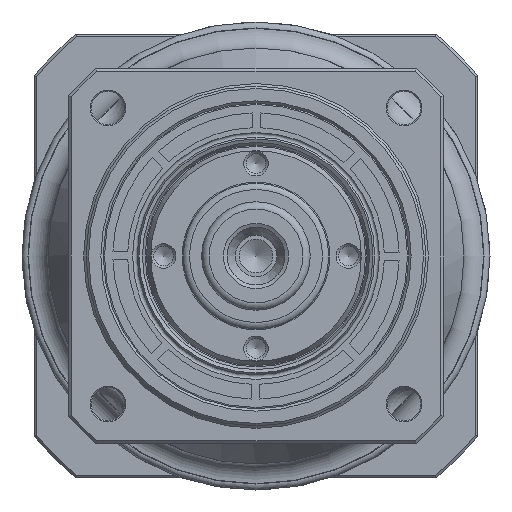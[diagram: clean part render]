
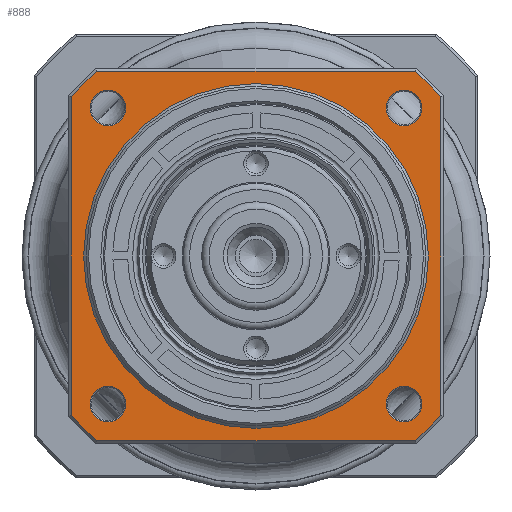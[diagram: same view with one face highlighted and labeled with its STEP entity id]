
A CAD part, left-side view. The second image highlights one B-rep face of the part: STEP entity #888.
In plain terms, the highlighted planar face has unit normal (-1, 0, 0).
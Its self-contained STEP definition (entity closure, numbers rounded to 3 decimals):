
#347=PLANE('',#6215);
#888=ADVANCED_FACE('',(#2281,#2282,#2283,#2284,#2285,#2286),#347,.F.);
#1320=LINE('',#9820,#1594);
#1321=LINE('',#9825,#1595);
#1322=LINE('',#9829,#1596);
#1323=LINE('',#9833,#1597);
#1594=VECTOR('',#7765,1.);
#1595=VECTOR('',#7768,1.);
#1596=VECTOR('',#7771,1.);
#1597=VECTOR('',#7774,1.);
#1914=CIRCLE('',#6206,49.5);
#1915=CIRCLE('',#6207,49.5);
#1916=CIRCLE('',#6208,49.5);
#1917=CIRCLE('',#6209,49.5);
#1918=CIRCLE('',#6210,3.6);
#1919=CIRCLE('',#6211,3.6);
#1920=CIRCLE('',#6212,35.);
#1921=CIRCLE('',#6213,3.6);
#1922=CIRCLE('',#6214,3.6);
#2281=FACE_BOUND('',#2817,.T.);
#2282=FACE_BOUND('',#2818,.T.);
#2283=FACE_BOUND('',#2819,.T.);
#2284=FACE_BOUND('',#2820,.T.);
#2285=FACE_BOUND('',#2821,.T.);
#2286=FACE_BOUND('',#2822,.T.);
#2817=EDGE_LOOP('',(#4089,#4090,#4091,#4092,#4093,#4094,#4095,#4096));
#2818=EDGE_LOOP('',(#4097));
#2819=EDGE_LOOP('',(#4098));
#2820=EDGE_LOOP('',(#4099));
#2821=EDGE_LOOP('',(#4100));
#2822=EDGE_LOOP('',(#4101));
#4089=ORIENTED_EDGE('',*,*,#5412,.T.);
#4090=ORIENTED_EDGE('',*,*,#5413,.T.);
#4091=ORIENTED_EDGE('',*,*,#5414,.T.);
#4092=ORIENTED_EDGE('',*,*,#5415,.T.);
#4093=ORIENTED_EDGE('',*,*,#5416,.T.);
#4094=ORIENTED_EDGE('',*,*,#5417,.T.);
#4095=ORIENTED_EDGE('',*,*,#5418,.T.);
#4096=ORIENTED_EDGE('',*,*,#5419,.T.);
#4097=ORIENTED_EDGE('',*,*,#5420,.F.);
#4098=ORIENTED_EDGE('',*,*,#5421,.F.);
#4099=ORIENTED_EDGE('',*,*,#5422,.F.);
#4100=ORIENTED_EDGE('',*,*,#5423,.F.);
#4101=ORIENTED_EDGE('',*,*,#5424,.F.);
#4746=VERTEX_POINT('',#9821);
#4747=VERTEX_POINT('',#9822);
#4748=VERTEX_POINT('',#9824);
#4749=VERTEX_POINT('',#9826);
#4750=VERTEX_POINT('',#9828);
#4751=VERTEX_POINT('',#9830);
#4752=VERTEX_POINT('',#9832);
#4753=VERTEX_POINT('',#9834);
#4754=VERTEX_POINT('',#9837);
#4755=VERTEX_POINT('',#9839);
#4756=VERTEX_POINT('',#9841);
#4757=VERTEX_POINT('',#9843);
#4758=VERTEX_POINT('',#9845);
#5412=EDGE_CURVE('',#4746,#4747,#1320,.T.);
#5413=EDGE_CURVE('',#4747,#4748,#1914,.T.);
#5414=EDGE_CURVE('',#4748,#4749,#1321,.T.);
#5415=EDGE_CURVE('',#4749,#4750,#1915,.T.);
#5416=EDGE_CURVE('',#4750,#4751,#1322,.T.);
#5417=EDGE_CURVE('',#4751,#4752,#1916,.T.);
#5418=EDGE_CURVE('',#4752,#4753,#1323,.T.);
#5419=EDGE_CURVE('',#4753,#4746,#1917,.T.);
#5420=EDGE_CURVE('',#4754,#4754,#1918,.T.);
#5421=EDGE_CURVE('',#4755,#4755,#1919,.T.);
#5422=EDGE_CURVE('',#4756,#4756,#1920,.T.);
#5423=EDGE_CURVE('',#4757,#4757,#1921,.T.);
#5424=EDGE_CURVE('',#4758,#4758,#1922,.T.);
#6206=AXIS2_PLACEMENT_3D('',#9823,#7766,#7767);
#6207=AXIS2_PLACEMENT_3D('',#9827,#7769,#7770);
#6208=AXIS2_PLACEMENT_3D('',#9831,#7772,#7773);
#6209=AXIS2_PLACEMENT_3D('',#9835,#7775,#7776);
#6210=AXIS2_PLACEMENT_3D('',#9836,#7777,#7778);
#6211=AXIS2_PLACEMENT_3D('',#9838,#7779,#7780);
#6212=AXIS2_PLACEMENT_3D('',#9840,#7781,#7782);
#6213=AXIS2_PLACEMENT_3D('',#9842,#7783,#7784);
#6214=AXIS2_PLACEMENT_3D('',#9844,#7785,#7786);
#6215=AXIS2_PLACEMENT_3D('',#9846,#7787,#7788);
#7765=DIRECTION('',(0.,1.,0.));
#7766=DIRECTION('',(-1.,0.,0.));
#7767=DIRECTION('',(0.,0.,-1.));
#7768=DIRECTION('',(0.,0.,-1.));
#7769=DIRECTION('',(-1.,0.,0.));
#7770=DIRECTION('',(0.,0.,-1.));
#7771=DIRECTION('',(0.,-1.,0.));
#7772=DIRECTION('',(-1.,0.,0.));
#7773=DIRECTION('',(0.,0.,-1.));
#7774=DIRECTION('',(0.,0.,1.));
#7775=DIRECTION('',(-1.,0.,0.));
#7776=DIRECTION('',(0.,0.,-1.));
#7777=DIRECTION('',(-1.,0.,0.));
#7778=DIRECTION('',(0.,0.,1.));
#7779=DIRECTION('',(-1.,0.,0.));
#7780=DIRECTION('',(0.,0.,1.));
#7781=DIRECTION('',(-1.,0.,0.));
#7782=DIRECTION('',(0.,0.,1.));
#7783=DIRECTION('',(-1.,0.,0.));
#7784=DIRECTION('',(0.,0.,1.));
#7785=DIRECTION('',(-1.,0.,0.));
#7786=DIRECTION('',(0.,0.,1.));
#7787=DIRECTION('',(1.,0.,0.));
#7788=DIRECTION('',(0.,0.,-1.));
#9820=CARTESIAN_POINT('',(-29.833,30.975,132.5));
#9821=CARTESIAN_POINT('',(-29.833,-33.833,132.5));
#9822=CARTESIAN_POINT('',(-29.833,30.789,132.5));
#9823=CARTESIAN_POINT('',(-29.833,-1.522,95.));
#9824=CARTESIAN_POINT('',(-29.833,35.978,127.311));
#9825=CARTESIAN_POINT('',(-29.833,35.978,62.504));
#9826=CARTESIAN_POINT('',(-29.833,35.978,62.689));
#9827=CARTESIAN_POINT('',(-29.833,-1.522,95.));
#9828=CARTESIAN_POINT('',(-29.833,30.789,57.5));
#9829=CARTESIAN_POINT('',(-29.833,33.478,57.5));
#9830=CARTESIAN_POINT('',(-29.833,-33.833,57.5));
#9831=CARTESIAN_POINT('',(-29.833,-1.522,95.));
#9832=CARTESIAN_POINT('',(-29.833,-39.022,62.689));
#9833=CARTESIAN_POINT('',(-29.833,-39.022,95.));
#9834=CARTESIAN_POINT('',(-29.833,-39.022,127.311));
#9835=CARTESIAN_POINT('',(-29.833,-1.522,95.));
#9836=CARTESIAN_POINT('',(-29.833,28.53,64.948));
#9837=CARTESIAN_POINT('',(-29.833,28.53,68.548));
#9838=CARTESIAN_POINT('',(-29.833,-31.574,125.052));
#9839=CARTESIAN_POINT('',(-29.833,-31.574,128.652));
#9840=CARTESIAN_POINT('',(-29.833,-1.522,95.));
#9841=CARTESIAN_POINT('',(-29.833,-1.522,130.));
#9842=CARTESIAN_POINT('',(-29.833,-31.574,64.948));
#9843=CARTESIAN_POINT('',(-29.833,-31.574,68.548));
#9844=CARTESIAN_POINT('',(-29.833,28.53,125.052));
#9845=CARTESIAN_POINT('',(-29.833,28.53,128.652));
#9846=CARTESIAN_POINT('',(-29.833,33.478,95.));
